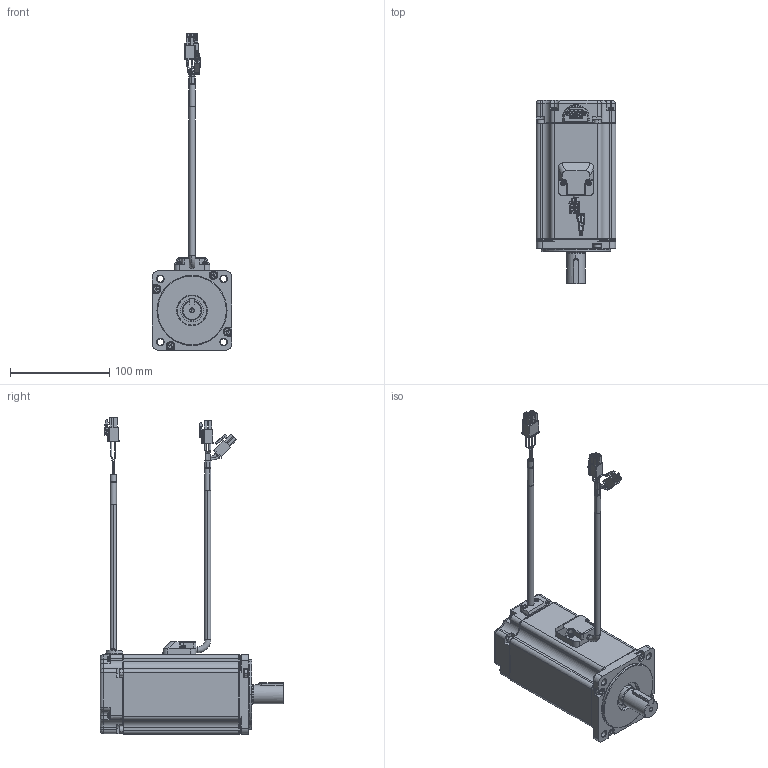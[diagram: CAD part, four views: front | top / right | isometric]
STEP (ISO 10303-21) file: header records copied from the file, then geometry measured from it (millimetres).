
FILE_DESCRIPTION (( 'STEP AP214' ), '1' );
FILE_NAME ('750W_Low_B付き_キー付き.STEP', '2013-08-22T04:31:41', ( '' ), ( '' ), 'SwSTEP 2.0', 'SolidWorks 2006303', '' );
FILE_SCHEMA (( 'AUTOMOTIVE_DESIGN' ));
Length unit declared in the file: millimetre
Products named in the file (1): 750W_Low_B付き_キー付き
Bounding box: 80 x 184.3 x 318.2 mm (x, y, z)
Volume: 883306.8 mm3; surface area: 88013.7 mm2
Topology: 1 solids, 29 shells, 2059 faces, 5213 edges, 3294 vertices
Faces by surface type: plane 1181, cylinder 593, cone 183, torus 58, bspline 28, sphere 16
Entity records: 84565 total; most frequent: CARTESIAN_POINT 12238, DIRECTION 10341, ORIENTED_EDGE 10334, EDGE_CURVE 5167, AXIS2_PLACEMENT_3D 3467, VECTOR 3407, LINE 3407, VERTEX_POINT 3294
